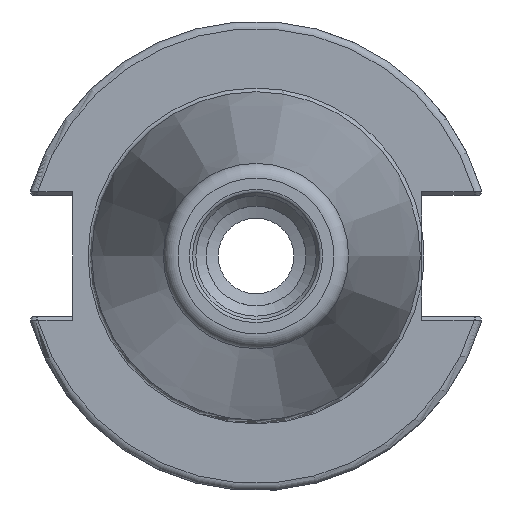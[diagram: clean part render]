
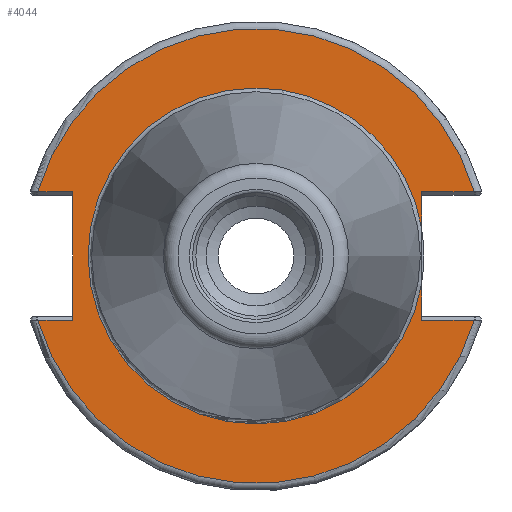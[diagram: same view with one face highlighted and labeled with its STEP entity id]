
A CAD part, left-side view. The second image highlights one B-rep face of the part: STEP entity #4044.
In plain terms, the highlighted planar face has unit normal (-1, 0, 0).
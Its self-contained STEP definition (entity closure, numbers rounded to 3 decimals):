
#171=CIRCLE('',#4288,30.775);
#172=CIRCLE('',#4289,30.775);
#173=CIRCLE('',#4290,22.725);
#174=CIRCLE('',#4291,22.725);
#636=FACE_OUTER_BOUND('',#858,.T.);
#858=EDGE_LOOP('',(#2660,#2661,#2662,#2663,#2664,#2665,#2666,#2667,#2668,
#2669,#2670));
#1101=LINE('',#6114,#1314);
#1108=LINE('',#6236,#1321);
#1109=LINE('',#6240,#1322);
#1110=LINE('',#6242,#1323);
#1111=LINE('',#6244,#1324);
#1112=LINE('',#6248,#1325);
#1113=LINE('',#6250,#1326);
#1314=VECTOR('',#4826,10.);
#1321=VECTOR('',#4837,10.);
#1322=VECTOR('',#4840,10.);
#1323=VECTOR('',#4841,10.);
#1324=VECTOR('',#4842,10.);
#1325=VECTOR('',#4845,10.);
#1326=VECTOR('',#4846,10.);
#1527=VERTEX_POINT('',#6111);
#1528=VERTEX_POINT('',#6113);
#1536=VERTEX_POINT('',#6235);
#1537=VERTEX_POINT('',#6237);
#1538=VERTEX_POINT('',#6239);
#1539=VERTEX_POINT('',#6241);
#1540=VERTEX_POINT('',#6243);
#1541=VERTEX_POINT('',#6245);
#1542=VERTEX_POINT('',#6247);
#1543=VERTEX_POINT('',#6249);
#1544=VERTEX_POINT('',#6251);
#1987=EDGE_CURVE('',#1527,#1528,#1101,.T.);
#1999=EDGE_CURVE('',#1536,#1528,#1108,.T.);
#2000=EDGE_CURVE('',#1537,#1527,#171,.T.);
#2001=EDGE_CURVE('',#1538,#1537,#1109,.T.);
#2002=EDGE_CURVE('',#1538,#1539,#1110,.T.);
#2003=EDGE_CURVE('',#1540,#1539,#1111,.T.);
#2004=EDGE_CURVE('',#1541,#1540,#172,.T.);
#2005=EDGE_CURVE('',#1542,#1541,#1112,.T.);
#2006=EDGE_CURVE('',#1542,#1543,#1113,.T.);
#2007=EDGE_CURVE('',#1543,#1544,#173,.T.);
#2008=EDGE_CURVE('',#1544,#1536,#174,.T.);
#2660=ORIENTED_EDGE('',*,*,#1999,.T.);
#2661=ORIENTED_EDGE('',*,*,#1987,.F.);
#2662=ORIENTED_EDGE('',*,*,#2000,.F.);
#2663=ORIENTED_EDGE('',*,*,#2001,.F.);
#2664=ORIENTED_EDGE('',*,*,#2002,.T.);
#2665=ORIENTED_EDGE('',*,*,#2003,.F.);
#2666=ORIENTED_EDGE('',*,*,#2004,.F.);
#2667=ORIENTED_EDGE('',*,*,#2005,.F.);
#2668=ORIENTED_EDGE('',*,*,#2006,.T.);
#2669=ORIENTED_EDGE('',*,*,#2007,.T.);
#2670=ORIENTED_EDGE('',*,*,#2008,.T.);
#3962=PLANE('',#4287);
#4044=ADVANCED_FACE('',(#636),#3962,.T.);
#4287=AXIS2_PLACEMENT_3D('',#6234,#4835,#4836);
#4288=AXIS2_PLACEMENT_3D('',#6238,#4838,#4839);
#4289=AXIS2_PLACEMENT_3D('',#6246,#4843,#4844);
#4290=AXIS2_PLACEMENT_3D('',#6252,#4847,#4848);
#4291=AXIS2_PLACEMENT_3D('',#6253,#4849,#4850);
#4826=DIRECTION('',(0.,1.,0.));
#4835=DIRECTION('center_axis',(-1.,0.,0.));
#4836=DIRECTION('ref_axis',(0.,0.,1.));
#4837=DIRECTION('',(0.,0.,1.));
#4838=DIRECTION('center_axis',(1.,0.,0.));
#4839=DIRECTION('ref_axis',(0.,0.,-1.));
#4840=DIRECTION('',(0.,1.,0.));
#4841=DIRECTION('',(0.,0.,-1.));
#4842=DIRECTION('',(0.,-1.,0.));
#4843=DIRECTION('center_axis',(1.,0.,0.));
#4844=DIRECTION('ref_axis',(0.,0.,-1.));
#4845=DIRECTION('',(0.,-1.,0.));
#4846=DIRECTION('',(0.,0.,1.));
#4847=DIRECTION('center_axis',(1.,0.,0.));
#4848=DIRECTION('ref_axis',(0.,0.,-1.));
#4849=DIRECTION('center_axis',(1.,0.,0.));
#4850=DIRECTION('ref_axis',(0.,0.,-1.));
#6111=CARTESIAN_POINT('',(3.175,-29.523,8.69));
#6113=CARTESIAN_POINT('',(3.175,-22.41,8.69));
#6114=CARTESIAN_POINT('',(3.175,4.182,8.69));
#6234=CARTESIAN_POINT('Origin',(3.175,30.775,0.));
#6235=CARTESIAN_POINT('',(3.175,-22.41,3.771));
#6236=CARTESIAN_POINT('',(3.175,-22.41,-4.095));
#6237=CARTESIAN_POINT('',(3.175,29.523,8.69));
#6238=CARTESIAN_POINT('Origin',(3.175,0.,0.));
#6239=CARTESIAN_POINT('',(3.175,24.8,8.69));
#6240=CARTESIAN_POINT('',(3.175,34.492,8.69));
#6241=CARTESIAN_POINT('',(3.175,24.8,-8.69));
#6242=CARTESIAN_POINT('',(3.175,24.8,4.095));
#6243=CARTESIAN_POINT('',(3.175,29.523,-8.69));
#6244=CARTESIAN_POINT('',(3.175,27.787,-8.69));
#6245=CARTESIAN_POINT('',(3.175,-29.523,-8.69));
#6246=CARTESIAN_POINT('Origin',(3.175,0.,0.));
#6247=CARTESIAN_POINT('',(3.175,-22.41,-8.69));
#6248=CARTESIAN_POINT('',(3.175,-4.974,-8.69));
#6249=CARTESIAN_POINT('',(3.175,-22.41,-3.771));
#6250=CARTESIAN_POINT('',(3.175,-22.41,-4.095));
#6251=CARTESIAN_POINT('',(3.175,0.,22.725));
#6252=CARTESIAN_POINT('Origin',(3.175,0.,
0.));
#6253=CARTESIAN_POINT('Origin',(3.175,0.,
0.));
